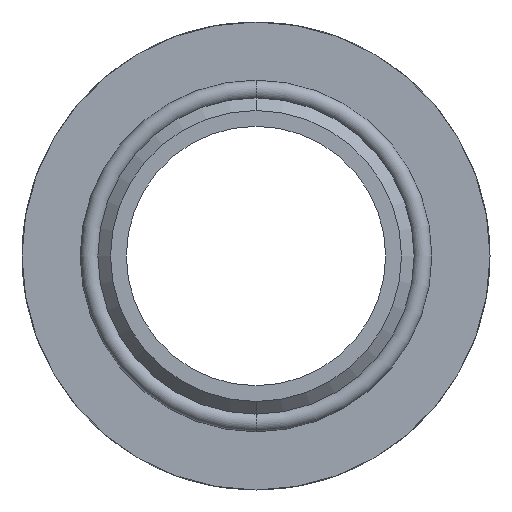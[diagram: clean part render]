
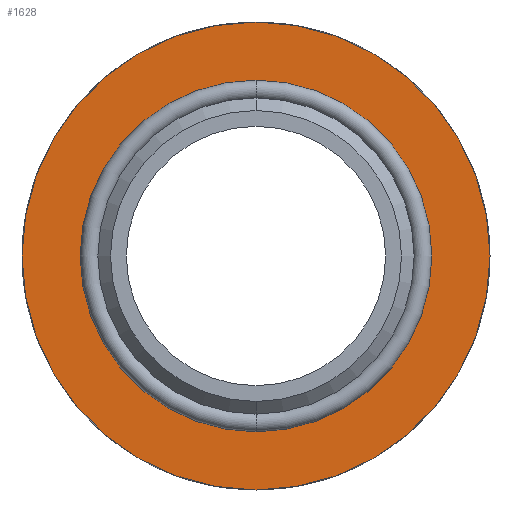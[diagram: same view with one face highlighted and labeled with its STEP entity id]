
A CAD part, front view. The second image highlights one B-rep face of the part: STEP entity #1628.
In plain terms, the highlighted planar face has unit normal (0, -1, 0).
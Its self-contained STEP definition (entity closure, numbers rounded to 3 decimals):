
#27 = CIRCLE ( 'NONE', #897, 18.5 ) ;
#37 = CIRCLE ( 'NONE', #908, 13.524 ) ;
#39 = CIRCLE ( 'NONE', #912, 18.5 ) ;
#272 = ORIENTED_EDGE ( 'NONE', *, *, #1664, .T. ) ;
#273 = ORIENTED_EDGE ( 'NONE', *, *, #1667, .F. ) ;
#297 = AXIS2_PLACEMENT_3D ( 'NONE', #1220, #1221, #1222 ) ;
#299 = FACE_OUTER_BOUND ( 'NONE', #2228, .T. ) ;
#311 = FACE_BOUND ( 'NONE', #2229, .T. ) ;
#420 = CIRCLE ( 'NONE', #1438, 13.524 ) ;
#548 = EDGE_CURVE ( 'NONE', #804, #800, #420, .T. ) ;
#671 = ORIENTED_EDGE ( 'NONE', *, *, #1646, .F. ) ;
#672 = ORIENTED_EDGE ( 'NONE', *, *, #548, .T. ) ;
#800 = VERTEX_POINT ( 'NONE', #1149 ) ;
#804 = VERTEX_POINT ( 'NONE', #1153 ) ;
#897 = AXIS2_PLACEMENT_3D ( 'NONE', #1840, #1844, #1845 ) ;
#908 = AXIS2_PLACEMENT_3D ( 'NONE', #1888, #1898, #1899 ) ;
#912 = AXIS2_PLACEMENT_3D ( 'NONE', #1903, #1907, #1908 ) ;
#1149 = CARTESIAN_POINT ( 'NONE',  ( 0., -7.852, -13.524 ) ) ;
#1153 = CARTESIAN_POINT ( 'NONE',  ( 0., -7.852, 13.524 ) ) ;
#1219 = PLANE ( 'NONE',  #297 ) ;
#1220 = CARTESIAN_POINT ( 'NONE',  ( 18.5, -7.852, 0. ) ) ;
#1221 = DIRECTION ( 'NONE',  ( 0., 1., 0. ) ) ;
#1222 = DIRECTION ( 'NONE',  ( 0., 0., 1. ) ) ;
#1438 = AXIS2_PLACEMENT_3D ( 'NONE', #1535, #1534, #1533 ) ;
#1533 = DIRECTION ( 'NONE',  ( 0., 0., 1. ) ) ;
#1534 = DIRECTION ( 'NONE',  ( 0., 1., 0. ) ) ;
#1535 = CARTESIAN_POINT ( 'NONE',  ( 0., -7.852, 0. ) ) ;
#1628 = ADVANCED_FACE ( 'NONE', ( #311, #299 ), #1219, .F. ) ;
#1646 = EDGE_CURVE ( 'NONE', #2158, #2157, #27, .T. ) ;
#1664 = EDGE_CURVE ( 'NONE', #800, #804, #37, .T. ) ;
#1667 = EDGE_CURVE ( 'NONE', #2157, #2158, #39, .T. ) ;
#1840 = CARTESIAN_POINT ( 'NONE',  ( 0., -7.852, 0. ) ) ;
#1844 = DIRECTION ( 'NONE',  ( 0., 1., 0. ) ) ;
#1845 = DIRECTION ( 'NONE',  ( 0., 0., 1. ) ) ;
#1888 = CARTESIAN_POINT ( 'NONE',  ( 0., -7.852, 0. ) ) ;
#1898 = DIRECTION ( 'NONE',  ( 0., 1., 0. ) ) ;
#1899 = DIRECTION ( 'NONE',  ( 0., 0., 1. ) ) ;
#1903 = CARTESIAN_POINT ( 'NONE',  ( 0., -7.852, 0. ) ) ;
#1907 = DIRECTION ( 'NONE',  ( 0., 1., 0. ) ) ;
#1908 = DIRECTION ( 'NONE',  ( 0., 0., 1. ) ) ;
#2105 = CARTESIAN_POINT ( 'NONE',  ( 0., -7.852, 18.5 ) ) ;
#2106 = CARTESIAN_POINT ( 'NONE',  ( 0., -7.852, -18.5 ) ) ;
#2157 = VERTEX_POINT ( 'NONE', #2105 ) ;
#2158 = VERTEX_POINT ( 'NONE', #2106 ) ;
#2228 = EDGE_LOOP ( 'NONE', ( #273, #671 ) ) ;
#2229 = EDGE_LOOP ( 'NONE', ( #272, #672 ) ) ;
